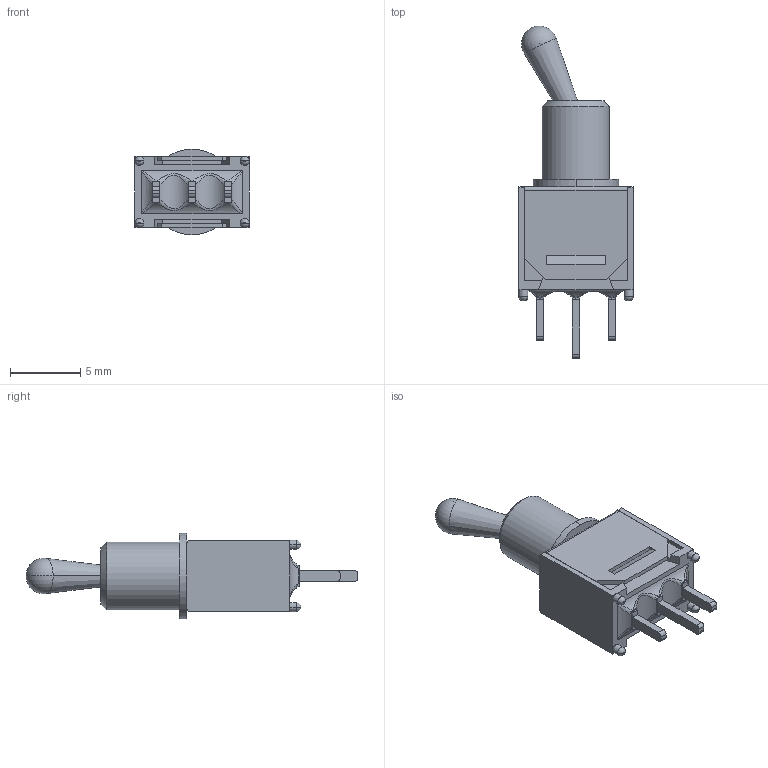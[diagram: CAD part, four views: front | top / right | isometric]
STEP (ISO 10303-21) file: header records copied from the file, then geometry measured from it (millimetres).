
FILE_DESCRIPTION (( 'STEP AP214' ), '1' );
FILE_NAME ('200MSP1T2B4M2QE.STEP', '2023-03-06T17:23:48', ( '' ), ( '' ), 'SwSTEP 2.0', 'SolidWorks 2021', '' );
FILE_SCHEMA (( 'AUTOMOTIVE_DESIGN' ));
Length unit declared in the file: inch
Products named in the file (1): 200MSP1T2B4M2QE
Bounding box: 8.13 x 23.62 x 6.1 mm (x, y, z)
Volume: 300.3 mm3; surface area: 1060.6 mm2
Topology: 8 solids, 8 shells, 184 faces, 492 edges, 319 vertices
Faces by surface type: plane 123, cylinder 38, sphere 12, bspline 8, cone 3
Entity records: 6142 total; most frequent: CARTESIAN_POINT 1621, ORIENTED_EDGE 942, DIRECTION 848, EDGE_CURVE 471, LINE 316, VECTOR 316, VERTEX_POINT 308, AXIS2_PLACEMENT_3D 266
